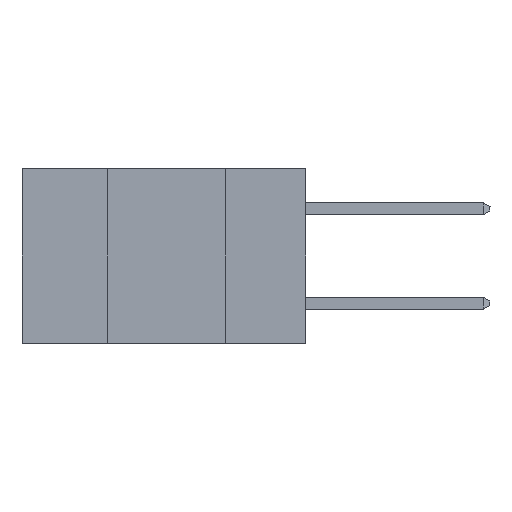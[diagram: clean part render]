
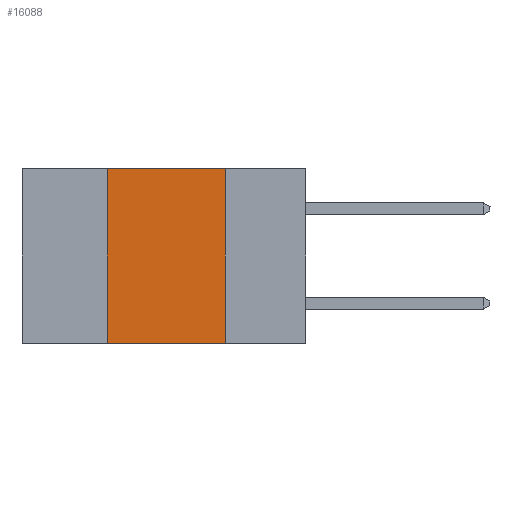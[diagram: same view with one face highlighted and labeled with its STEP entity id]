
A CAD part, left-side view. The second image highlights one B-rep face of the part: STEP entity #16088.
In plain terms, the highlighted planar face has unit normal (-1, 0, 0).
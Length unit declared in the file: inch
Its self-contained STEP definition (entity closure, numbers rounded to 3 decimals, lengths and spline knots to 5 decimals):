
#762 = CARTESIAN_POINT ( 'NONE',  ( 0., 0.6, 0. ) ) ;
#1065 = LINE ( 'NONE', #21781, #15847 ) ;
#2036 = PLANE ( 'NONE',  #5708 ) ;
#3456 = LINE ( 'NONE', #762, #5498 ) ;
#3920 = EDGE_CURVE ( 'NONE', #12539, #13840, #3456, .T. ) ;
#3924 = VECTOR ( 'NONE', #6748, 39.37008 ) ;
#4935 = DIRECTION ( 'NONE',  ( 0., 0., -1. ) ) ;
#5167 = DIRECTION ( 'NONE',  ( 1., 0., 0. ) ) ;
#5498 = VECTOR ( 'NONE', #26898, 39.37008 ) ;
#5708 = AXIS2_PLACEMENT_3D ( 'NONE', #28667, #5167, #4935 ) ;
#6748 = DIRECTION ( 'NONE',  ( 0., -1., 0. ) ) ;
#10276 = CARTESIAN_POINT ( 'NONE',  ( 0., 0.42, -0.37 ) ) ;
#12539 = VERTEX_POINT ( 'NONE', #20630 ) ;
#13491 = EDGE_CURVE ( 'NONE', #29643, #19887, #17468, .T. ) ;
#13840 = VERTEX_POINT ( 'NONE', #24708 ) ;
#13964 = VECTOR ( 'NONE', #31482, 39.37008 ) ;
#14888 = ORIENTED_EDGE ( 'NONE', *, *, #16528, .F. ) ;
#15032 = EDGE_LOOP ( 'NONE', ( #14888, #28399, #18612, #31047 ) ) ;
#15847 = VECTOR ( 'NONE', #21558, 39.37008 ) ;
#16088 = ADVANCED_FACE ( 'NONE', ( #21373 ), #2036, .F. ) ;
#16528 = EDGE_CURVE ( 'NONE', #13840, #19887, #20955, .T. ) ;
#17468 = LINE ( 'NONE', #32956, #3924 ) ;
#18612 = ORIENTED_EDGE ( 'NONE', *, *, #29715, .F. ) ;
#19887 = VERTEX_POINT ( 'NONE', #20521 ) ;
#20521 = CARTESIAN_POINT ( 'NONE',  ( 0., 0.17, -0.37 ) ) ;
#20630 = CARTESIAN_POINT ( 'NONE',  ( 0., 0.42, 0. ) ) ;
#20955 = LINE ( 'NONE', #23121, #13964 ) ;
#21373 = FACE_OUTER_BOUND ( 'NONE', #15032, .T. ) ;
#21558 = DIRECTION ( 'NONE',  ( 0., 0., 1. ) ) ;
#21781 = CARTESIAN_POINT ( 'NONE',  ( 0., 0.42, 0. ) ) ;
#23121 = CARTESIAN_POINT ( 'NONE',  ( 0., 0.17, 0. ) ) ;
#24708 = CARTESIAN_POINT ( 'NONE',  ( 0., 0.17, 0. ) ) ;
#26898 = DIRECTION ( 'NONE',  ( 0., -1., 0. ) ) ;
#28399 = ORIENTED_EDGE ( 'NONE', *, *, #3920, .F. ) ;
#28667 = CARTESIAN_POINT ( 'NONE',  ( 0., 0.6, 0. ) ) ;
#29643 = VERTEX_POINT ( 'NONE', #10276 ) ;
#29715 = EDGE_CURVE ( 'NONE', #29643, #12539, #1065, .T. ) ;
#31047 = ORIENTED_EDGE ( 'NONE', *, *, #13491, .T. ) ;
#31482 = DIRECTION ( 'NONE',  ( 0., 0., -1. ) ) ;
#32956 = CARTESIAN_POINT ( 'NONE',  ( 0., 0.6, -0.37 ) ) ;
